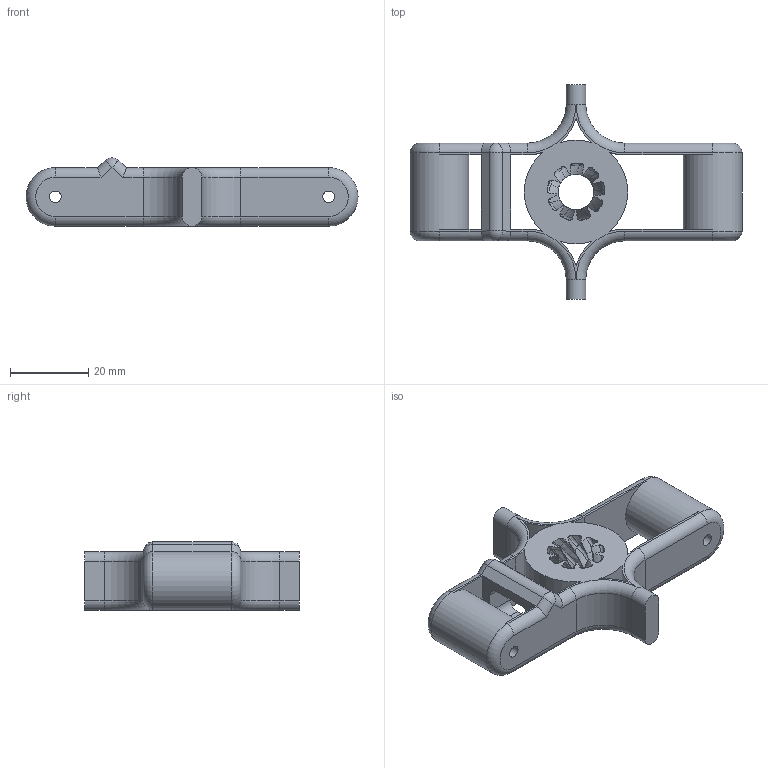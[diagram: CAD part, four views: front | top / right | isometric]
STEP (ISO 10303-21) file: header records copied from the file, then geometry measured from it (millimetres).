
FILE_DESCRIPTION(/* description */ (''),/* implementation_level */ '2;1');
FILE_NAME(/* name */ 'Lifting beam.step',/* time_stamp */ '2016-10-15T17:04:25+11:00',/* author */ (''),/* organization */ (''),/* preprocessor_version */ 'ST-DEVELOPER v16.5',/* originating_system */ 'Autodesk Translation Framework v5.2.0.2031',/* authorisation */ '');
FILE_SCHEMA (('AUTOMOTIVE_DESIGN { 1 0 10303 214 3 1 1 }'));
Length unit declared in the file: centimetre
Products named in the file (1): Lifting beam v3
Bounding box: 85 x 55 x 17.49 mm (x, y, z)
Volume: 22170.1 mm3; surface area: 11698.8 mm2
Topology: 1 solids, 1 shells, 229 faces, 578 edges, 346 vertices
Faces by surface type: bspline 135, cylinder 52, plane 28, torus 12, sphere 2
Full cylindrical faces by diameter (mm): 3 x2, 15 x2
Entity records: 10202 total; most frequent: CARTESIAN_POINT 5335, ORIENTED_EDGE 1148, DIRECTION 776, EDGE_CURVE 574, VERTEX_POINT 346, AXIS2_PLACEMENT_3D 305, EDGE_LOOP 246, FACE_OUTER_BOUND 229
